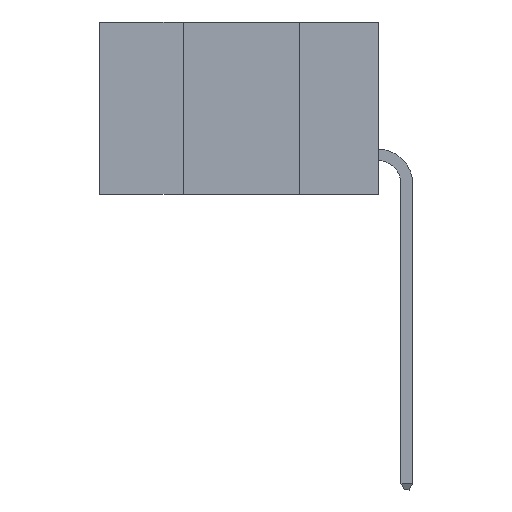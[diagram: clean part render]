
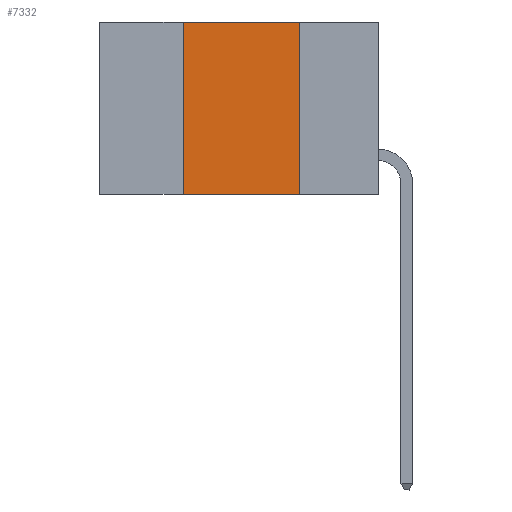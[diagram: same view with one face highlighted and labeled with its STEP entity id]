
A CAD part, left-side view. The second image highlights one B-rep face of the part: STEP entity #7332.
In plain terms, the highlighted planar face has unit normal (-1, 0, 0).
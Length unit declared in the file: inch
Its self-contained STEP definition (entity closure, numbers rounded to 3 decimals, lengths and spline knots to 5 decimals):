
#55 = VERTEX_POINT ( 'NONE', #6706 ) ;
#255 = PLANE ( 'NONE',  #1628 ) ;
#378 = CARTESIAN_POINT ( 'NONE',  ( 0., 0.42, -0.37 ) ) ;
#417 = VECTOR ( 'NONE', #1004, 39.37008 ) ;
#841 = ORIENTED_EDGE ( 'NONE', *, *, #3697, .F. ) ;
#1004 = DIRECTION ( 'NONE',  ( 0., 0., 1. ) ) ;
#1186 = EDGE_CURVE ( 'NONE', #3911, #55, #2568, .T. ) ;
#1376 = ORIENTED_EDGE ( 'NONE', *, *, #1186, .T. ) ;
#1628 = AXIS2_PLACEMENT_3D ( 'NONE', #8238, #3746, #8899 ) ;
#1872 = CARTESIAN_POINT ( 'NONE',  ( 0., 0.42, 0. ) ) ;
#2304 = DIRECTION ( 'NONE',  ( 0., 0., -1. ) ) ;
#2516 = FACE_OUTER_BOUND ( 'NONE', #4076, .T. ) ;
#2559 = VERTEX_POINT ( 'NONE', #4904 ) ;
#2568 = LINE ( 'NONE', #5574, #9549 ) ;
#2728 = LINE ( 'NONE', #1872, #417 ) ;
#2818 = CARTESIAN_POINT ( 'NONE',  ( 0., 0.42, 0. ) ) ;
#3517 = VECTOR ( 'NONE', #4998, 39.37008 ) ;
#3533 = VECTOR ( 'NONE', #2304, 39.37008 ) ;
#3697 = EDGE_CURVE ( 'NONE', #6193, #2559, #7801, .T. ) ;
#3746 = DIRECTION ( 'NONE',  ( 1., 0., 0. ) ) ;
#3911 = VERTEX_POINT ( 'NONE', #378 ) ;
#3957 = CARTESIAN_POINT ( 'NONE',  ( 0., 0.17, 0. ) ) ;
#4076 = EDGE_LOOP ( 'NONE', ( #9694, #841, #6173, #1376 ) ) ;
#4904 = CARTESIAN_POINT ( 'NONE',  ( 0., 0.17, 0. ) ) ;
#4998 = DIRECTION ( 'NONE',  ( 0., -1., 0. ) ) ;
#5219 = CARTESIAN_POINT ( 'NONE',  ( 0., 0.6, 0. ) ) ;
#5522 = DIRECTION ( 'NONE',  ( 0., -1., 0. ) ) ;
#5574 = CARTESIAN_POINT ( 'NONE',  ( 0., 0.6, -0.37 ) ) ;
#6173 = ORIENTED_EDGE ( 'NONE', *, *, #8831, .F. ) ;
#6193 = VERTEX_POINT ( 'NONE', #2818 ) ;
#6706 = CARTESIAN_POINT ( 'NONE',  ( 0., 0.17, -0.37 ) ) ;
#7332 = ADVANCED_FACE ( 'NONE', ( #2516 ), #255, .F. ) ;
#7801 = LINE ( 'NONE', #5219, #3517 ) ;
#8238 = CARTESIAN_POINT ( 'NONE',  ( 0., 0.6, 0. ) ) ;
#8831 = EDGE_CURVE ( 'NONE', #3911, #6193, #2728, .T. ) ;
#8899 = DIRECTION ( 'NONE',  ( 0., 0., -1. ) ) ;
#9153 = EDGE_CURVE ( 'NONE', #2559, #55, #9576, .T. ) ;
#9549 = VECTOR ( 'NONE', #5522, 39.37008 ) ;
#9576 = LINE ( 'NONE', #3957, #3533 ) ;
#9694 = ORIENTED_EDGE ( 'NONE', *, *, #9153, .F. ) ;
